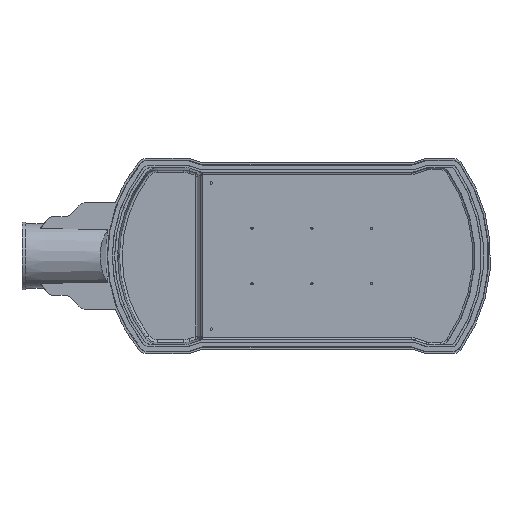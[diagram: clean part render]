
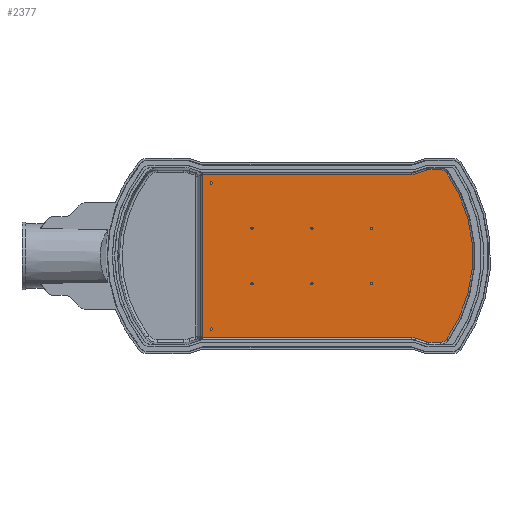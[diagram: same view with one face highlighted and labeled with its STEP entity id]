
A CAD part, top view. The second image highlights one B-rep face of the part: STEP entity #2377.
In plain terms, the highlighted planar face has unit normal (0, 0, 1).
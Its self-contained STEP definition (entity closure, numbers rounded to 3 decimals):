
#521=FACE_BOUND('',#4540,.T.);
#522=FACE_BOUND('',#4541,.T.);
#523=FACE_BOUND('',#4542,.T.);
#524=FACE_BOUND('',#4543,.T.);
#525=FACE_BOUND('',#4544,.T.);
#526=FACE_BOUND('',#4545,.T.);
#527=FACE_BOUND('',#4546,.T.);
#528=FACE_BOUND('',#4547,.T.);
#529=FACE_BOUND('',#4548,.T.);
#855=PLANE('',#16934);
#1829=B_SPLINE_CURVE_WITH_KNOTS('',3,(#41905,#41906,#41907,#41908),
 .UNSPECIFIED.,.F.,.F.,(4,4),(0.,1.),.UNSPECIFIED.);
#1830=B_SPLINE_CURVE_WITH_KNOTS('',3,(#41912,#41913,#41914,#41915),
 .UNSPECIFIED.,.F.,.F.,(4,4),(0.,1.),.UNSPECIFIED.);
#2377=ADVANCED_FACE('',(#521,#522,#523,#524,#525,#526,#527,#528,#529),#855,
 .F.);
#4540=EDGE_LOOP('',(#8653));
#4541=EDGE_LOOP('',(#8654));
#4542=EDGE_LOOP('',(#8655));
#4543=EDGE_LOOP('',(#8656));
#4544=EDGE_LOOP('',(#8657));
#4545=EDGE_LOOP('',(#8658));
#4546=EDGE_LOOP('',(#8659));
#4547=EDGE_LOOP('',(#8660));
#4548=EDGE_LOOP('',(#8661,#8662,#8663,#8664,#8665,#8666,#8667,#8668,#8669,
#8670,#8671,#8672,#8673,#8674,#8675,#8676));
#5176=CIRCLE('',#16911,1.25);
#5177=CIRCLE('',#16913,1.25);
#5178=CIRCLE('',#16915,1.25);
#5179=CIRCLE('',#16917,1.25);
#5180=CIRCLE('',#16919,1.25);
#5181=CIRCLE('',#16921,1.25);
#5182=CIRCLE('',#16923,1.25);
#5183=CIRCLE('',#16925,1.25);
#5184=CIRCLE('',#16932,157.19);
#5779=ELLIPSE('',#16927,12.017,12.);
#5780=ELLIPSE('',#16928,6.025,6.);
#5781=ELLIPSE('',#16929,6.025,6.);
#5782=ELLIPSE('',#16930,12.017,12.);
#5783=ELLIPSE('',#16931,8.011,8.);
#5784=ELLIPSE('',#16933,8.011,8.);
#8653=ORIENTED_EDGE('',*,*,#14384,.F.);
#8654=ORIENTED_EDGE('',*,*,#14383,.F.);
#8655=ORIENTED_EDGE('',*,*,#14382,.F.);
#8656=ORIENTED_EDGE('',*,*,#14381,.F.);
#8657=ORIENTED_EDGE('',*,*,#14380,.F.);
#8658=ORIENTED_EDGE('',*,*,#14379,.F.);
#8659=ORIENTED_EDGE('',*,*,#14378,.F.);
#8660=ORIENTED_EDGE('',*,*,#14377,.F.);
#8661=ORIENTED_EDGE('',*,*,#14385,.T.);
#8662=ORIENTED_EDGE('',*,*,#14386,.T.);
#8663=ORIENTED_EDGE('',*,*,#14387,.T.);
#8664=ORIENTED_EDGE('',*,*,#14388,.T.);
#8665=ORIENTED_EDGE('',*,*,#14389,.T.);
#8666=ORIENTED_EDGE('',*,*,#14390,.T.);
#8667=ORIENTED_EDGE('',*,*,#14391,.T.);
#8668=ORIENTED_EDGE('',*,*,#14392,.T.);
#8669=ORIENTED_EDGE('',*,*,#14393,.T.);
#8670=ORIENTED_EDGE('',*,*,#14394,.T.);
#8671=ORIENTED_EDGE('',*,*,#14395,.T.);
#8672=ORIENTED_EDGE('',*,*,#14396,.T.);
#8673=ORIENTED_EDGE('',*,*,#14397,.T.);
#8674=ORIENTED_EDGE('',*,*,#14398,.T.);
#8675=ORIENTED_EDGE('',*,*,#14399,.T.);
#8676=ORIENTED_EDGE('',*,*,#14400,.T.);
#12294=VERTEX_POINT('',#41861);
#12295=VERTEX_POINT('',#41864);
#12296=VERTEX_POINT('',#41867);
#12297=VERTEX_POINT('',#41870);
#12298=VERTEX_POINT('',#41873);
#12299=VERTEX_POINT('',#41876);
#12300=VERTEX_POINT('',#41879);
#12301=VERTEX_POINT('',#41882);
#12302=VERTEX_POINT('',#41885);
#12303=VERTEX_POINT('',#41886);
#12304=VERTEX_POINT('',#41888);
#12305=VERTEX_POINT('',#41890);
#12306=VERTEX_POINT('',#41892);
#12307=VERTEX_POINT('',#41894);
#12308=VERTEX_POINT('',#41896);
#12309=VERTEX_POINT('',#41898);
#12310=VERTEX_POINT('',#41900);
#12311=VERTEX_POINT('',#41902);
#12312=VERTEX_POINT('',#41904);
#12313=VERTEX_POINT('',#41909);
#12314=VERTEX_POINT('',#41911);
#12315=VERTEX_POINT('',#41916);
#12316=VERTEX_POINT('',#41918);
#12317=VERTEX_POINT('',#41920);
#14377=EDGE_CURVE('',#12294,#12294,#5176,.T.);
#14378=EDGE_CURVE('',#12295,#12295,#5177,.T.);
#14379=EDGE_CURVE('',#12296,#12296,#5178,.T.);
#14380=EDGE_CURVE('',#12297,#12297,#5179,.T.);
#14381=EDGE_CURVE('',#12298,#12298,#5180,.T.);
#14382=EDGE_CURVE('',#12299,#12299,#5181,.T.);
#14383=EDGE_CURVE('',#12300,#12300,#5182,.T.);
#14384=EDGE_CURVE('',#12301,#12301,#5183,.T.);
#14385=EDGE_CURVE('',#12302,#12303,#5779,.T.);
#14386=EDGE_CURVE('',#12303,#12304,#15433,.T.);
#14387=EDGE_CURVE('',#12304,#12305,#5780,.T.);
#14388=EDGE_CURVE('',#12305,#12306,#15434,.T.);
#14389=EDGE_CURVE('',#12306,#12307,#5781,.T.);
#14390=EDGE_CURVE('',#12307,#12308,#15435,.T.);
#14391=EDGE_CURVE('',#12308,#12309,#5782,.T.);
#14392=EDGE_CURVE('',#12309,#12310,#15436,.T.);
#14393=EDGE_CURVE('',#12310,#12311,#5783,.T.);
#14394=EDGE_CURVE('',#12311,#12312,#15437,.T.);
#14395=EDGE_CURVE('',#12312,#12313,#1829,.T.);
#14396=EDGE_CURVE('',#12313,#12314,#5184,.T.);
#14397=EDGE_CURVE('',#12314,#12315,#1830,.T.);
#14398=EDGE_CURVE('',#12315,#12316,#15438,.T.);
#14399=EDGE_CURVE('',#12316,#12317,#5784,.T.);
#14400=EDGE_CURVE('',#12317,#12302,#15439,.T.);
#15433=LINE('',#41887,#16085);
#15434=LINE('',#41891,#16086);
#15435=LINE('',#41895,#16087);
#15436=LINE('',#41899,#16088);
#15437=LINE('',#41903,#16089);
#15438=LINE('',#41917,#16090);
#15439=LINE('',#41921,#16091);
#16085=VECTOR('',#19663,1.);
#16086=VECTOR('',#19666,1.);
#16087=VECTOR('',#19669,1.);
#16088=VECTOR('',#19672,1.);
#16089=VECTOR('',#19675,1.);
#16090=VECTOR('',#19678,1.);
#16091=VECTOR('',#19681,1.);
#16911=AXIS2_PLACEMENT_3D('',#41860,#19629,#19630);
#16913=AXIS2_PLACEMENT_3D('',#41863,#19633,#19634);
#16915=AXIS2_PLACEMENT_3D('',#41866,#19637,#19638);
#16917=AXIS2_PLACEMENT_3D('',#41869,#19641,#19642);
#16919=AXIS2_PLACEMENT_3D('',#41872,#19645,#19646);
#16921=AXIS2_PLACEMENT_3D('',#41875,#19649,#19650);
#16923=AXIS2_PLACEMENT_3D('',#41878,#19653,#19654);
#16925=AXIS2_PLACEMENT_3D('',#41881,#19657,#19658);
#16927=AXIS2_PLACEMENT_3D('',#41884,#19661,#19662);
#16928=AXIS2_PLACEMENT_3D('',#41889,#19664,#19665);
#16929=AXIS2_PLACEMENT_3D('',#41893,#19667,#19668);
#16930=AXIS2_PLACEMENT_3D('',#41897,#19670,#19671);
#16931=AXIS2_PLACEMENT_3D('',#41901,#19673,#19674);
#16932=AXIS2_PLACEMENT_3D('',#41910,#19676,#19677);
#16933=AXIS2_PLACEMENT_3D('',#41919,#19679,#19680);
#16934=AXIS2_PLACEMENT_3D('',#41922,#19682,#19683);
#19629=DIRECTION('',(0.,0.,1.));
#19630=DIRECTION('',(-1.,0.,0.));
#19633=DIRECTION('',(0.,0.,1.));
#19634=DIRECTION('',(-1.,0.,0.));
#19637=DIRECTION('',(0.,0.,1.));
#19638=DIRECTION('',(-1.,0.,0.));
#19641=DIRECTION('',(0.,0.,1.));
#19642=DIRECTION('',(-1.,0.,0.));
#19645=DIRECTION('',(0.,0.,1.));
#19646=DIRECTION('',(-1.,0.,0.));
#19649=DIRECTION('',(0.,0.,1.));
#19650=DIRECTION('',(-1.,0.,0.));
#19653=DIRECTION('',(0.,0.,1.));
#19654=DIRECTION('',(-1.,0.,0.));
#19657=DIRECTION('',(0.,0.,1.));
#19658=DIRECTION('',(-1.,0.,0.));
#19661=DIRECTION('',(0.,0.,-1.));
#19662=DIRECTION('',(0.16,-0.987,0.));
#19663=DIRECTION('',(-1.,0.,0.));
#19664=DIRECTION('',(0.,0.,-1.));
#19665=DIRECTION('',(0.958,0.286,0.));
#19666=DIRECTION('',(0.,-1.,0.));
#19667=DIRECTION('',(0.,0.,-1.));
#19668=DIRECTION('',(0.958,-0.286,0.));
#19669=DIRECTION('',(1.,0.,0.));
#19670=DIRECTION('',(0.,0.,-1.));
#19671=DIRECTION('',(-0.16,-0.987,0.));
#19672=DIRECTION('',(0.949,-0.316,0.));
#19673=DIRECTION('',(0.,0.,1.));
#19674=DIRECTION('',(0.16,0.987,0.));
#19675=DIRECTION('',(1.,0.,0.));
#19676=DIRECTION('',(0.,0.,1.));
#19677=DIRECTION('',(-1.,0.,0.));
#19678=DIRECTION('',(-1.,0.,0.));
#19679=DIRECTION('',(0.,0.,1.));
#19680=DIRECTION('',(-0.16,0.987,0.));
#19681=DIRECTION('',(-0.949,-0.316,0.));
#19682=DIRECTION('',(0.,0.,-1.));
#19683=DIRECTION('',(-1.,0.,0.));
#41860=CARTESIAN_POINT('',(64.615,30.,-3.901));
#41861=CARTESIAN_POINT('',(63.365,30.,-3.901));
#41863=CARTESIAN_POINT('',(0.,30.,-3.901));
#41864=CARTESIAN_POINT('',(-1.25,30.,-3.901));
#41866=CARTESIAN_POINT('',(-64.616,30.,-3.901));
#41867=CARTESIAN_POINT('',(-65.866,30.,-3.901));
#41869=CARTESIAN_POINT('',(-64.616,-30.,-3.901));
#41870=CARTESIAN_POINT('',(-65.866,-30.,-3.901));
#41872=CARTESIAN_POINT('',(0.,-30.,-3.901));
#41873=CARTESIAN_POINT('',(-1.25,-30.,-3.901));
#41875=CARTESIAN_POINT('',(64.615,-30.,-3.901));
#41876=CARTESIAN_POINT('',(63.365,-30.,-3.901));
#41878=CARTESIAN_POINT('',(-108.441,-78.831,-3.901));
#41879=CARTESIAN_POINT('',(-109.691,-78.831,-3.901));
#41881=CARTESIAN_POINT('',(-108.441,78.831,-3.901));
#41882=CARTESIAN_POINT('',(-109.691,78.831,-3.901));
#41884=CARTESIAN_POINT('',(108.049,100.199,-3.901));
#41885=CARTESIAN_POINT('',(111.844,88.798,-3.901));
#41886=CARTESIAN_POINT('',(108.054,88.183,-3.901));
#41887=CARTESIAN_POINT('',(178.55,88.183,-3.901));
#41888=CARTESIAN_POINT('',(-117.947,88.183,-3.901));
#41889=CARTESIAN_POINT('',(-123.881,87.145,-3.901));
#41890=CARTESIAN_POINT('',(-117.858,87.158,-3.901));
#41891=CARTESIAN_POINT('',(-117.858,-98.884,-3.901));
#41892=CARTESIAN_POINT('',(-117.858,-87.158,-3.901));
#41893=CARTESIAN_POINT('',(-123.881,-87.145,-3.901));
#41894=CARTESIAN_POINT('',(-117.947,-88.183,-3.901));
#41895=CARTESIAN_POINT('',(108.07,-88.183,-3.901));
#41896=CARTESIAN_POINT('',(108.054,-88.183,-3.901));
#41897=CARTESIAN_POINT('',(108.049,-100.199,-3.901));
#41898=CARTESIAN_POINT('',(111.844,-88.798,-3.901));
#41899=CARTESIAN_POINT('',(123.754,-92.768,-3.901));
#41900=CARTESIAN_POINT('',(123.769,-92.773,-3.901));
#41901=CARTESIAN_POINT('',(126.299,-85.172,-3.901));
#41902=CARTESIAN_POINT('',(126.295,-93.183,-3.901));
#41903=CARTESIAN_POINT('',(138.932,-93.183,-3.901));
#41904=CARTESIAN_POINT('',(138.984,-93.183,-3.901));
#41905=CARTESIAN_POINT('',(138.984,-93.183,-3.901));
#41906=CARTESIAN_POINT('',(141.571,-93.183,-3.901));
#41907=CARTESIAN_POINT('',(144.065,-91.88,-3.901));
#41908=CARTESIAN_POINT('',(145.542,-89.755,-3.901));
#41909=CARTESIAN_POINT('',(145.542,-89.755,-3.901));
#41910=CARTESIAN_POINT('',(16.496,0.,-3.901));
#41911=CARTESIAN_POINT('',(145.542,89.755,-3.901));
#41912=CARTESIAN_POINT('',(145.542,89.755,-3.901));
#41913=CARTESIAN_POINT('',(144.065,91.88,-3.901));
#41914=CARTESIAN_POINT('',(141.571,93.183,-3.901));
#41915=CARTESIAN_POINT('',(138.984,93.183,-3.901));
#41916=CARTESIAN_POINT('',(138.984,93.183,-3.901));
#41917=CARTESIAN_POINT('',(178.55,93.183,-3.901));
#41918=CARTESIAN_POINT('',(126.295,93.183,-3.901));
#41919=CARTESIAN_POINT('',(126.299,85.172,-3.901));
#41920=CARTESIAN_POINT('',(123.769,92.773,-3.901));
#41921=CARTESIAN_POINT('',(115.575,90.042,-3.901));
#41922=CARTESIAN_POINT('',(178.55,-98.884,-3.901));
